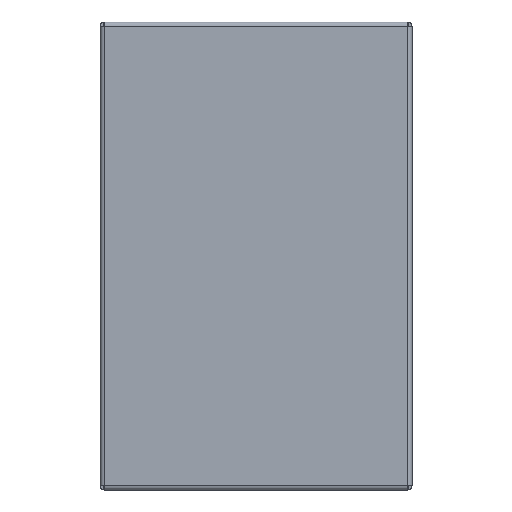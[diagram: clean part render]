
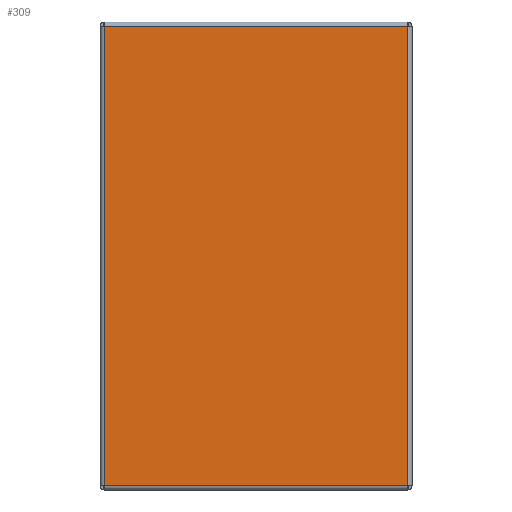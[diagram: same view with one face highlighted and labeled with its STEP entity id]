
A CAD part, front view. The second image highlights one B-rep face of the part: STEP entity #309.
In plain terms, the highlighted planar face has unit normal (0, -1, 0).
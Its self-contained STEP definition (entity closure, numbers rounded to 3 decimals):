
#309 = ADVANCED_FACE( '', ( #890 ), #891, .T. );
#890 = FACE_OUTER_BOUND( '', #1773, .T. );
#891 = PLANE( '', #1774 );
#1773 = EDGE_LOOP( '', ( #10600, #10601, #10602, #10603 ) );
#1774 = AXIS2_PLACEMENT_3D( '', #10604, #10605, #10606 );
#10600 = ORIENTED_EDGE( '', *, *, #12654, .T. );
#10601 = ORIENTED_EDGE( '', *, *, #12655, .T. );
#10602 = ORIENTED_EDGE( '', *, *, #12656, .T. );
#10603 = ORIENTED_EDGE( '', *, *, #12657, .T. );
#10604 = CARTESIAN_POINT( '', ( 0., 0., 0. ) );
#10605 = DIRECTION( '', ( 0., -1., 0. ) );
#10606 = DIRECTION( '', ( 0., 0., -1. ) );
#12654 = EDGE_CURVE( '', #13513, #13514, #13515, .T. );
#12655 = EDGE_CURVE( '', #13514, #13509, #13516, .T. );
#12656 = EDGE_CURVE( '', #13509, #13517, #13518, .T. );
#12657 = EDGE_CURVE( '', #13517, #13513, #13519, .T. );
#13509 = VERTEX_POINT( '', #14691 );
#13513 = VERTEX_POINT( '', #14696 );
#13514 = VERTEX_POINT( '', #14697 );
#13515 = LINE( '', #14698, #14699 );
#13516 = LINE( '', #14700, #14701 );
#13517 = VERTEX_POINT( '', #14702 );
#13518 = LINE( '', #14703, #14704 );
#13519 = LINE( '', #14705, #14706 );
#14691 = CARTESIAN_POINT( '', ( 123.52, 0., 187.02 ) );
#14696 = CARTESIAN_POINT( '', ( -123.52, 0., -187.02 ) );
#14697 = CARTESIAN_POINT( '', ( 123.52, 0., -187.02 ) );
#14698 = CARTESIAN_POINT( '', ( 123.52, 0., -187.02 ) );
#14699 = VECTOR( '', #17752, 1000. );
#14700 = CARTESIAN_POINT( '', ( 123.52, 0., -190.5 ) );
#14701 = VECTOR( '', #17753, 1000. );
#14702 = CARTESIAN_POINT( '', ( -123.52, 0., 187.02 ) );
#14703 = CARTESIAN_POINT( '', ( -123.52, 0., 187.02 ) );
#14704 = VECTOR( '', #17754, 1000. );
#14705 = CARTESIAN_POINT( '', ( -123.52, 0., 190.5 ) );
#14706 = VECTOR( '', #17755, 1000. );
#17752 = DIRECTION( '', ( 1., 0., 0. ) );
#17753 = DIRECTION( '', ( 0., 0., 1. ) );
#17754 = DIRECTION( '', ( -1., 0., 0. ) );
#17755 = DIRECTION( '', ( 0., 0., -1. ) );
